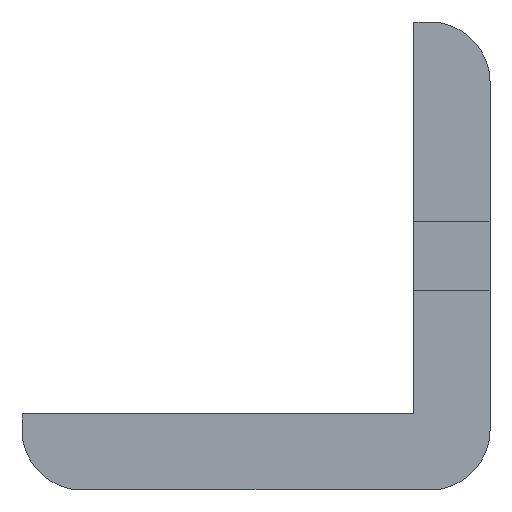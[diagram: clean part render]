
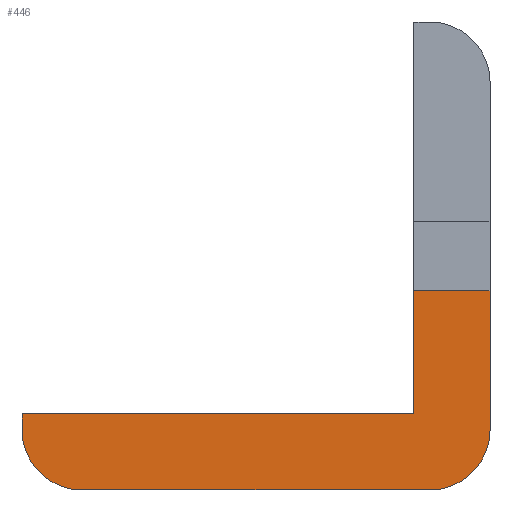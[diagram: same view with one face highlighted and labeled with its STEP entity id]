
A CAD part, front view. The second image highlights one B-rep face of the part: STEP entity #446.
In plain terms, the highlighted planar face has unit normal (0, -1, 0).
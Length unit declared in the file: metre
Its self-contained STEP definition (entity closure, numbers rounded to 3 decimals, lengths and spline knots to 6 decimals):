
#5 = AXIS2_PLACEMENT_3D ( 'NONE', #472, #798, #1269 ) ;
#14 = DIRECTION ( 'NONE',  ( 0., 0., -1. ) ) ;
#48 = CARTESIAN_POINT ( 'NONE',  ( 0.00635, -0.002, -0.05518 ) ) ;
#53 = EDGE_CURVE ( 'NONE', #313, #1073, #337, .T. ) ;
#82 = ORIENTED_EDGE ( 'NONE', *, *, #198, .T. ) ;
#93 = VECTOR ( 'NONE', #663, 1. ) ;
#118 = LINE ( 'NONE', #517, #325 ) ;
#128 = EDGE_CURVE ( 'NONE', #635, #1146, #223, .T. ) ;
#188 = DIRECTION ( 'NONE',  ( 0., 0., 1. ) ) ;
#198 = EDGE_CURVE ( 'NONE', #390, #1146, #1241, .T. ) ;
#223 = LINE ( 'NONE', #1210, #1156 ) ;
#232 = DIRECTION ( 'NONE',  ( -1., 0., 0. ) ) ;
#265 = ORIENTED_EDGE ( 'NONE', *, *, #53, .T. ) ;
#274 = EDGE_CURVE ( 'NONE', #1253, #730, #468, .T. ) ;
#291 = LINE ( 'NONE', #1092, #631 ) ;
#313 = VERTEX_POINT ( 'NONE', #1243 ) ;
#324 = CARTESIAN_POINT ( 'NONE',  ( 0., -0.002, -0.06546 ) ) ;
#325 = VECTOR ( 'NONE', #331, 1. ) ;
#331 = DIRECTION ( 'NONE',  ( -1., 0., 0. ) ) ;
#335 = DIRECTION ( 'NONE',  ( 0., -1., 0. ) ) ;
#337 = LINE ( 'NONE', #324, #754 ) ;
#369 = EDGE_CURVE ( 'NONE', #1253, #1073, #291, .T. ) ;
#390 = VERTEX_POINT ( 'NONE', #500 ) ;
#400 = FACE_OUTER_BOUND ( 'NONE', #597, .T. ) ;
#402 = ORIENTED_EDGE ( 'NONE', *, *, #128, .F. ) ;
#446 = ADVANCED_FACE ( 'NONE', ( #400 ), #792, .F. ) ;
#467 = ORIENTED_EDGE ( 'NONE', *, *, #973, .F. ) ;
#468 = CIRCLE ( 'NONE', #1030, 0.005 ) ;
#472 = CARTESIAN_POINT ( 'NONE',  ( 0., -0.002, -0.07181 ) ) ;
#500 = CARTESIAN_POINT ( 'NONE',  ( 0.00135, -0.002, -0.07181 ) ) ;
#503 = CARTESIAN_POINT ( 'NONE',  ( 0., -0.002, -0.07181 ) ) ;
#517 = CARTESIAN_POINT ( 'NONE',  ( 0., -0.002, -0.07181 ) ) ;
#597 = EDGE_LOOP ( 'NONE', ( #1129, #849, #265, #833, #1247, #467, #82, #402 ) ) ;
#600 = DIRECTION ( 'NONE',  ( 0., 0., -1. ) ) ;
#625 = DIRECTION ( 'NONE',  ( 0., 0., 1. ) ) ;
#631 = VECTOR ( 'NONE', #188, 1. ) ;
#634 = CARTESIAN_POINT ( 'NONE',  ( 0.00635, -0.002, -0.06681 ) ) ;
#635 = VERTEX_POINT ( 'NONE', #48 ) ;
#663 = DIRECTION ( 'NONE',  ( -1., 0., 0. ) ) ;
#730 = VERTEX_POINT ( 'NONE', #863 ) ;
#735 = CARTESIAN_POINT ( 'NONE',  ( 0.00135, -0.002, -0.06681 ) ) ;
#754 = VECTOR ( 'NONE', #232, 1. ) ;
#765 = CARTESIAN_POINT ( 'NONE',  ( 0.003175, -0.002, -0.05518 ) ) ;
#792 = PLANE ( 'NONE',  #5 ) ;
#798 = DIRECTION ( 'NONE',  ( 0., 1., 0. ) ) ;
#833 = ORIENTED_EDGE ( 'NONE', *, *, #369, .F. ) ;
#849 = ORIENTED_EDGE ( 'NONE', *, *, #1006, .T. ) ;
#863 = CARTESIAN_POINT ( 'NONE',  ( -0.027731, -0.002, -0.07181 ) ) ;
#942 = DIRECTION ( 'NONE',  ( 0., 0., 1. ) ) ;
#945 = CARTESIAN_POINT ( 'NONE',  ( -0.032731, -0.002, -0.06546 ) ) ;
#961 = AXIS2_PLACEMENT_3D ( 'NONE', #735, #335, #942 ) ;
#973 = EDGE_CURVE ( 'NONE', #390, #730, #118, .T. ) ;
#1006 = EDGE_CURVE ( 'NONE', #1207, #313, #1225, .T. ) ;
#1030 = AXIS2_PLACEMENT_3D ( 'NONE', #1229, #1131, #625 ) ;
#1073 = VERTEX_POINT ( 'NONE', #945 ) ;
#1091 = VECTOR ( 'NONE', #14, 1. ) ;
#1092 = CARTESIAN_POINT ( 'NONE',  ( -0.032731, -0.002, -0.07181 ) ) ;
#1129 = ORIENTED_EDGE ( 'NONE', *, *, #1249, .T. ) ;
#1131 = DIRECTION ( 'NONE',  ( 0., -1., 0. ) ) ;
#1146 = VERTEX_POINT ( 'NONE', #634 ) ;
#1156 = VECTOR ( 'NONE', #600, 1. ) ;
#1183 = CARTESIAN_POINT ( 'NONE',  ( -0.032731, -0.002, -0.06681 ) ) ;
#1207 = VERTEX_POINT ( 'NONE', #1263 ) ;
#1210 = CARTESIAN_POINT ( 'NONE',  ( 0.00635, -0.002, -0.07181 ) ) ;
#1225 = LINE ( 'NONE', #503, #1091 ) ;
#1229 = CARTESIAN_POINT ( 'NONE',  ( -0.027731, -0.002, -0.06681 ) ) ;
#1241 = CIRCLE ( 'NONE', #961, 0.005 ) ;
#1243 = CARTESIAN_POINT ( 'NONE',  ( 0., -0.002, -0.06546 ) ) ;
#1247 = ORIENTED_EDGE ( 'NONE', *, *, #274, .T. ) ;
#1249 = EDGE_CURVE ( 'NONE', #635, #1207, #1276, .T. ) ;
#1253 = VERTEX_POINT ( 'NONE', #1183 ) ;
#1263 = CARTESIAN_POINT ( 'NONE',  ( 0., -0.002, -0.05518 ) ) ;
#1269 = DIRECTION ( 'NONE',  ( 0., 0., 1. ) ) ;
#1276 = LINE ( 'NONE', #765, #93 ) ;
